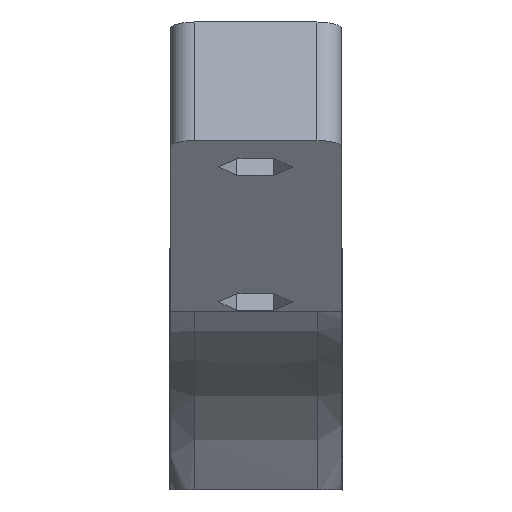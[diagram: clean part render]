
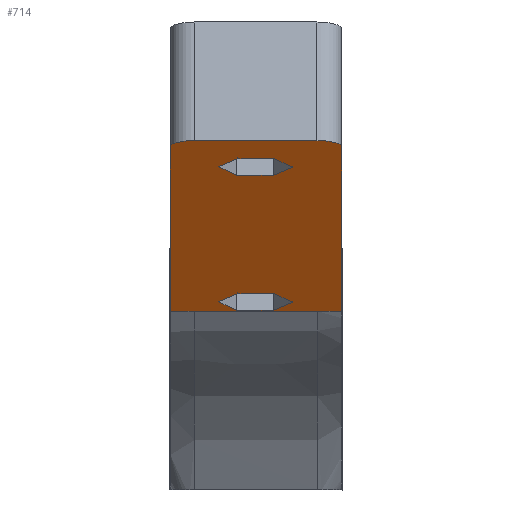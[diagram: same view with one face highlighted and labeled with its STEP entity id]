
A CAD part, left-side view. The second image highlights one B-rep face of the part: STEP entity #714.
In plain terms, the highlighted planar face has unit normal (-0.259, 0, -0.966).
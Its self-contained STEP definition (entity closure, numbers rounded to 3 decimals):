
#23=B_SPLINE_CURVE_WITH_KNOTS('',3,(#1124,#1125,#1126,#1127),
 .UNSPECIFIED.,.F.,.F.,(4,4),(4.508,6.016),
 .UNSPECIFIED.);
#25=B_SPLINE_CURVE_WITH_KNOTS('',3,(#1195,#1196,#1197,#1198),
 .UNSPECIFIED.,.F.,.F.,(4,4),(-21.106,-20.815),
 .UNSPECIFIED.);
#27=B_SPLINE_CURVE_WITH_KNOTS('',3,(#1255,#1256,#1257,#1258),
 .UNSPECIFIED.,.F.,.F.,(4,4),(-21.403,-21.11),
 .UNSPECIFIED.);
#57=FACE_BOUND('',#161,.T.);
#58=FACE_BOUND('',#162,.T.);
#72=CIRCLE('',#773,3.);
#77=CIRCLE('',#786,3.);
#113=FACE_OUTER_BOUND('',#160,.T.);
#160=EDGE_LOOP('',(#600,#601,#602,#603,#604,#605,#606,#607));
#161=EDGE_LOOP('',(#608,#609,#610,#611,#612,#613));
#162=EDGE_LOOP('',(#614,#615,#616,#617,#618,#619));
#173=LINE('',#1004,#235);
#177=LINE('',#1012,#239);
#180=LINE('',#1018,#242);
#183=LINE('',#1024,#245);
#186=LINE('',#1030,#248);
#189=LINE('',#1035,#251);
#191=LINE('',#1043,#253);
#195=LINE('',#1051,#257);
#198=LINE('',#1057,#260);
#201=LINE('',#1063,#263);
#204=LINE('',#1069,#266);
#207=LINE('',#1074,#269);
#213=LINE('',#1284,#275);
#221=LINE('',#1307,#283);
#226=LINE('',#1326,#288);
#235=VECTOR('',#809,10.);
#239=VECTOR('',#815,10.);
#242=VECTOR('',#820,10.);
#245=VECTOR('',#825,10.);
#248=VECTOR('',#830,10.);
#251=VECTOR('',#835,10.);
#253=VECTOR('',#843,10.);
#257=VECTOR('',#849,10.);
#260=VECTOR('',#854,10.);
#263=VECTOR('',#859,10.);
#266=VECTOR('',#864,10.);
#269=VECTOR('',#869,10.);
#275=VECTOR('',#915,10.);
#283=VECTOR('',#939,10.);
#288=VECTOR('',#960,10.);
#297=VERTEX_POINT('',#1002);
#298=VERTEX_POINT('',#1003);
#301=VERTEX_POINT('',#1011);
#303=VERTEX_POINT('',#1017);
#305=VERTEX_POINT('',#1023);
#307=VERTEX_POINT('',#1029);
#310=VERTEX_POINT('',#1041);
#311=VERTEX_POINT('',#1042);
#314=VERTEX_POINT('',#1050);
#316=VERTEX_POINT('',#1056);
#318=VERTEX_POINT('',#1062);
#320=VERTEX_POINT('',#1068);
#329=VERTEX_POINT('',#1117);
#332=VERTEX_POINT('',#1122);
#334=VERTEX_POINT('',#1179);
#336=VERTEX_POINT('',#1240);
#343=VERTEX_POINT('',#1283);
#345=VERTEX_POINT('',#1289);
#350=VERTEX_POINT('',#1304);
#356=VERTEX_POINT('',#1322);
#363=EDGE_CURVE('',#297,#298,#173,.T.);
#367=EDGE_CURVE('',#301,#297,#177,.T.);
#370=EDGE_CURVE('',#303,#301,#180,.T.);
#373=EDGE_CURVE('',#305,#303,#183,.T.);
#376=EDGE_CURVE('',#307,#305,#186,.T.);
#379=EDGE_CURVE('',#298,#307,#189,.T.);
#382=EDGE_CURVE('',#310,#311,#191,.T.);
#386=EDGE_CURVE('',#314,#310,#195,.T.);
#389=EDGE_CURVE('',#316,#314,#198,.T.);
#392=EDGE_CURVE('',#318,#316,#201,.T.);
#395=EDGE_CURVE('',#320,#318,#204,.T.);
#398=EDGE_CURVE('',#311,#320,#207,.T.);
#412=EDGE_CURVE('',#332,#329,#23,.T.);
#415=EDGE_CURVE('',#329,#334,#25,.T.);
#417=EDGE_CURVE('',#336,#332,#27,.T.);
#426=EDGE_CURVE('',#343,#334,#213,.T.);
#429=EDGE_CURVE('',#343,#345,#72,.T.);
#438=EDGE_CURVE('',#350,#345,#221,.T.);
#446=EDGE_CURVE('',#350,#356,#77,.T.);
#448=EDGE_CURVE('',#336,#356,#226,.T.);
#600=ORIENTED_EDGE('',*,*,#417,.F.);
#601=ORIENTED_EDGE('',*,*,#448,.T.);
#602=ORIENTED_EDGE('',*,*,#446,.F.);
#603=ORIENTED_EDGE('',*,*,#438,.T.);
#604=ORIENTED_EDGE('',*,*,#429,.F.);
#605=ORIENTED_EDGE('',*,*,#426,.T.);
#606=ORIENTED_EDGE('',*,*,#415,.F.);
#607=ORIENTED_EDGE('',*,*,#412,.F.);
#608=ORIENTED_EDGE('',*,*,#363,.T.);
#609=ORIENTED_EDGE('',*,*,#379,.T.);
#610=ORIENTED_EDGE('',*,*,#376,.T.);
#611=ORIENTED_EDGE('',*,*,#373,.T.);
#612=ORIENTED_EDGE('',*,*,#370,.T.);
#613=ORIENTED_EDGE('',*,*,#367,.T.);
#614=ORIENTED_EDGE('',*,*,#382,.T.);
#615=ORIENTED_EDGE('',*,*,#398,.T.);
#616=ORIENTED_EDGE('',*,*,#395,.T.);
#617=ORIENTED_EDGE('',*,*,#392,.T.);
#618=ORIENTED_EDGE('',*,*,#389,.T.);
#619=ORIENTED_EDGE('',*,*,#386,.T.);
#680=PLANE('',#788);
#714=ADVANCED_FACE('',(#113,#57,#58),#680,.F.);
#773=AXIS2_PLACEMENT_3D('',#1290,#920,#921);
#786=AXIS2_PLACEMENT_3D('',#1323,#955,#956);
#788=AXIS2_PLACEMENT_3D('',#1327,#961,#962);
#809=DIRECTION('',(-0.825,-0.52,0.221));
#815=DIRECTION('',(-0.847,0.48,0.227));
#820=DIRECTION('',(-0.022,1.,0.006));
#825=DIRECTION('',(0.825,0.52,-0.221));
#830=DIRECTION('',(0.847,-0.48,-0.227));
#835=DIRECTION('',(0.022,-1.,-0.006));
#843=DIRECTION('',(-0.847,0.48,0.227));
#849=DIRECTION('',(-0.022,1.,0.006));
#854=DIRECTION('',(0.825,0.52,-0.221));
#859=DIRECTION('',(0.847,-0.48,-0.227));
#864=DIRECTION('',(0.022,-1.,-0.006));
#869=DIRECTION('',(-0.825,-0.52,0.221));
#915=DIRECTION('',(0.966,0.,-0.259));
#920=DIRECTION('center_axis',(0.259,0.,0.966));
#921=DIRECTION('ref_axis',(0.,1.,0.));
#939=DIRECTION('',(0.,1.,0.));
#955=DIRECTION('center_axis',(0.259,0.,0.966));
#956=DIRECTION('ref_axis',(-0.683,-0.707,0.183));
#960=DIRECTION('',(-0.966,0.,0.259));
#961=DIRECTION('center_axis',(0.259,0.,0.966));
#962=DIRECTION('ref_axis',(0.,1.,0.));
#1002=CARTESIAN_POINT('',(-83.693,4.549,99.194));
#1003=CARTESIAN_POINT('',(-87.412,2.207,100.19));
#1004=CARTESIAN_POINT('',(-61.367,18.609,93.211));
#1011=CARTESIAN_POINT('',(-79.88,2.389,98.172));
#1012=CARTESIAN_POINT('',(-56.281,-10.981,91.849));
#1017=CARTESIAN_POINT('',(-79.781,-2.11,98.145));
#1018=CARTESIAN_POINT('',(-79.788,-1.781,98.147));
#1023=CARTESIAN_POINT('',(-83.494,-4.449,99.14));
#1024=CARTESIAN_POINT('',(-59.311,10.781,92.661));
#1029=CARTESIAN_POINT('',(-87.313,-2.285,100.164));
#1030=CARTESIAN_POINT('',(-61.804,-16.737,93.329));
#1035=CARTESIAN_POINT('',(-87.37,0.288,100.179));
#1041=CARTESIAN_POINT('',(-18.273,2.389,81.664));
#1042=CARTESIAN_POINT('',(-22.086,4.549,82.686));
#1043=CARTESIAN_POINT('',(-18.378,2.449,81.693));
#1050=CARTESIAN_POINT('',(-18.173,-2.11,81.638));
#1051=CARTESIAN_POINT('',(-18.197,-1.051,81.644));
#1056=CARTESIAN_POINT('',(-21.887,-4.449,82.633));
#1057=CARTESIAN_POINT('',(-20.187,-3.379,82.177));
#1062=CARTESIAN_POINT('',(-25.705,-2.285,83.656));
#1063=CARTESIAN_POINT('',(-23.902,-3.307,83.173));
#1068=CARTESIAN_POINT('',(-25.805,2.207,83.683));
#1069=CARTESIAN_POINT('',(-25.779,1.018,83.676));
#1074=CARTESIAN_POINT('',(-22.243,4.45,82.728));
#1117=CARTESIAN_POINT('',(-17.775,7.553,81.531));
#1122=CARTESIAN_POINT('',(-17.779,-7.518,81.532));
#1124=CARTESIAN_POINT('Ctrl Pts',(-17.779,-7.518,81.532));
#1125=CARTESIAN_POINT('Ctrl Pts',(-17.778,-2.495,81.532));
#1126=CARTESIAN_POINT('Ctrl Pts',(-17.776,2.529,81.531));
#1127=CARTESIAN_POINT('Ctrl Pts',(-17.775,7.553,81.531));
#1179=CARTESIAN_POINT('',(-17.653,10.469,81.498));
#1195=CARTESIAN_POINT('Ctrl Pts',(-17.775,7.553,81.531));
#1196=CARTESIAN_POINT('Ctrl Pts',(-17.775,8.524,81.531));
#1197=CARTESIAN_POINT('Ctrl Pts',(-17.734,9.497,81.52));
#1198=CARTESIAN_POINT('Ctrl Pts',(-17.653,10.468,81.498));
#1240=CARTESIAN_POINT('',(-17.658,-10.451,81.5));
#1255=CARTESIAN_POINT('Ctrl Pts',(-17.656,-10.451,81.499));
#1256=CARTESIAN_POINT('Ctrl Pts',(-17.738,-9.473,81.521));
#1257=CARTESIAN_POINT('Ctrl Pts',(-17.78,-8.494,81.532));
#1258=CARTESIAN_POINT('Ctrl Pts',(-17.779,-7.518,81.532));
#1283=CARTESIAN_POINT('',(-92.753,10.469,101.621));
#1284=CARTESIAN_POINT('',(-92.753,10.469,101.621));
#1289=CARTESIAN_POINT('',(-95.65,7.469,102.398));
#1290=CARTESIAN_POINT('Origin',(-92.753,7.469,101.621));
#1304=CARTESIAN_POINT('',(-95.65,-7.451,102.398));
#1307=CARTESIAN_POINT('',(-95.65,-7.531,102.398));
#1322=CARTESIAN_POINT('',(-92.753,-10.451,101.621));
#1323=CARTESIAN_POINT('Origin',(-92.753,-7.451,101.621));
#1326=CARTESIAN_POINT('',(-56.29,-10.451,91.851));
#1327=CARTESIAN_POINT('Origin',(-19.827,-0.031,82.081));
